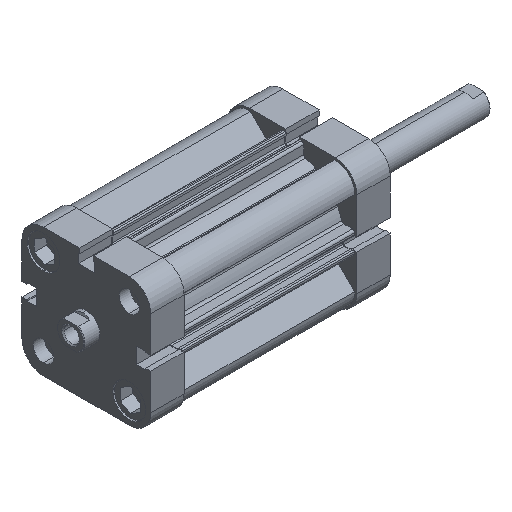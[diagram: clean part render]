
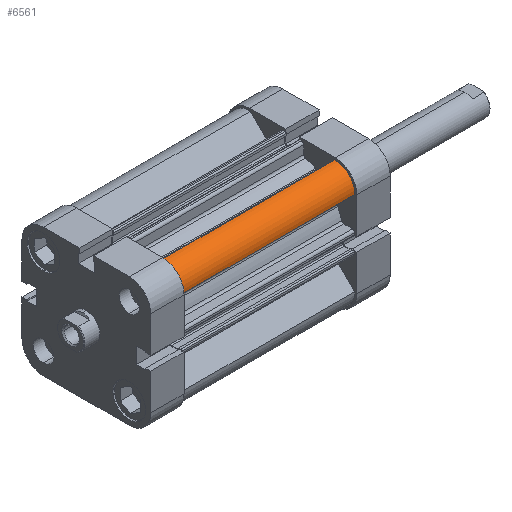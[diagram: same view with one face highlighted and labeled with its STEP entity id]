
A CAD part, isometric view. The second image highlights one B-rep face of the part: STEP entity #6561.
In plain terms, the highlighted cylindrical face has radius 8.5 mm (diameter 17 mm), a partial arc.
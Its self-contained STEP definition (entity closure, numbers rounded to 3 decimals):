
#33 = EDGE_CURVE ( 'NONE', #2059, #1985, #5814, .T. ) ;
#47 = EDGE_CURVE ( 'NONE', #992, #1984, #5850, .T. ) ;
#270 = EDGE_CURVE ( 'NONE', #1984, #1985, #6196, .T. ) ;
#474 = EDGE_CURVE ( 'NONE', #992, #2059, #6525, .T. ) ;
#735 = AXIS2_PLACEMENT_3D ( 'NONE', #7409, #7416, #7417 ) ;
#815 = AXIS2_PLACEMENT_3D ( 'NONE', #7888, #7903, #7904 ) ;
#908 = AXIS2_PLACEMENT_3D ( 'NONE', #3293, #3282, #3285 ) ;
#992 = VERTEX_POINT ( 'NONE', #2804 ) ;
#1444 = ORIENTED_EDGE ( 'NONE', *, *, #47, .T. ) ;
#1445 = ORIENTED_EDGE ( 'NONE', *, *, #474, .F. ) ;
#1446 = ORIENTED_EDGE ( 'NONE', *, *, #33, .F. ) ;
#1447 = ORIENTED_EDGE ( 'NONE', *, *, #270, .T. ) ;
#1984 = VERTEX_POINT ( 'NONE', #2846 ) ;
#1985 = VERTEX_POINT ( 'NONE', #2847 ) ;
#2059 = VERTEX_POINT ( 'NONE', #2920 ) ;
#2804 = CARTESIAN_POINT ( 'NONE',  ( 18.654, -27.493, 76.5 ) ) ;
#2846 = CARTESIAN_POINT ( 'NONE',  ( 18.654, -27.493, 0. ) ) ;
#2847 = CARTESIAN_POINT ( 'NONE',  ( 27.493, -18.654, 0. ) ) ;
#2920 = CARTESIAN_POINT ( 'NONE',  ( 27.493, -18.654, 76.5 ) ) ;
#3282 = DIRECTION ( 'NONE',  ( 0., 0., -1. ) ) ;
#3285 = DIRECTION ( 'NONE',  ( -1., 0., 0. ) ) ;
#3293 = CARTESIAN_POINT ( 'NONE',  ( 19., -19., 76.5 ) ) ;
#4024 = FACE_OUTER_BOUND ( 'NONE', #5455, .T. ) ;
#4026 = CYLINDRICAL_SURFACE ( 'NONE', #908, 8.5 ) ;
#5455 = EDGE_LOOP ( 'NONE', ( #1447, #1446, #1445, #1444 ) ) ;
#5814 = LINE ( 'NONE', #6837, #5822 ) ;
#5822 = VECTOR ( 'NONE', #6840, 1000. ) ;
#5850 = LINE ( 'NONE', #6867, #5851 ) ;
#5851 = VECTOR ( 'NONE', #6868, 1000. ) ;
#6196 = CIRCLE ( 'NONE', #735, 8.5 ) ;
#6525 = CIRCLE ( 'NONE', #815, 8.5 ) ;
#6561 = ADVANCED_FACE ( 'NONE', ( #4024 ), #4026, .T. ) ;
#6837 = CARTESIAN_POINT ( 'NONE',  ( 27.493, -18.654, 76.5 ) ) ;
#6840 = DIRECTION ( 'NONE',  ( 0., 0., -1. ) ) ;
#6867 = CARTESIAN_POINT ( 'NONE',  ( 18.654, -27.493, 76.5 ) ) ;
#6868 = DIRECTION ( 'NONE',  ( 0., 0., -1. ) ) ;
#7409 = CARTESIAN_POINT ( 'NONE',  ( 19., -19., 0. ) ) ;
#7416 = DIRECTION ( 'NONE',  ( 0., 0., 1. ) ) ;
#7417 = DIRECTION ( 'NONE',  ( -1., 0., 0. ) ) ;
#7888 = CARTESIAN_POINT ( 'NONE',  ( 19., -19., 76.5 ) ) ;
#7903 = DIRECTION ( 'NONE',  ( 0., 0., 1. ) ) ;
#7904 = DIRECTION ( 'NONE',  ( -1., 0., 0. ) ) ;
